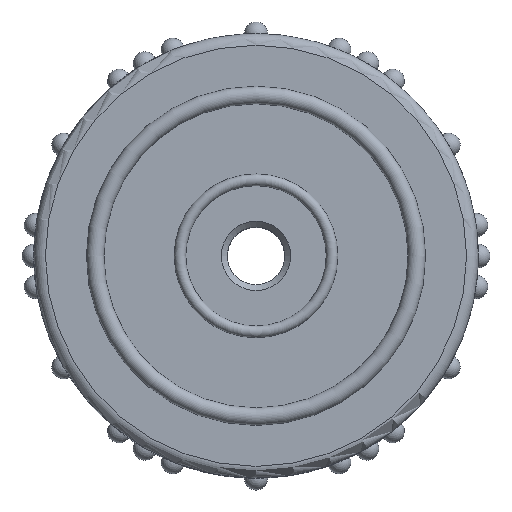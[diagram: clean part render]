
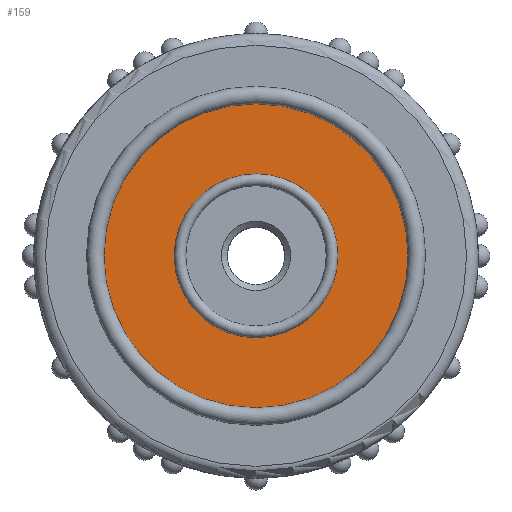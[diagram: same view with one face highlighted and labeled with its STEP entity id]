
A CAD part, top view. The second image highlights one B-rep face of the part: STEP entity #159.
In plain terms, the highlighted planar face has unit normal (0, 0, 1).
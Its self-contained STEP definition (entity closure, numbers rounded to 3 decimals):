
#159 = ADVANCED_FACE( '', ( #370, #371 ), #372, .F. );
#370 = FACE_BOUND( '', #637, .T. );
#371 = FACE_OUTER_BOUND( '', #638, .T. );
#372 = PLANE( '', #639 );
#637 = EDGE_LOOP( '', ( #1017 ) );
#638 = EDGE_LOOP( '', ( #1018 ) );
#639 = AXIS2_PLACEMENT_3D( '', #1019, #1020, #1021 );
#1017 = ORIENTED_EDGE( '', *, *, #1659, .F. );
#1018 = ORIENTED_EDGE( '', *, *, #1660, .F. );
#1019 = CARTESIAN_POINT( '', ( 19., 0., 21.5 ) );
#1020 = DIRECTION( '', ( 0., 0., -1. ) );
#1021 = DIRECTION( '', ( -1., 0., 0. ) );
#1659 = EDGE_CURVE( '', #2019, #2019, #2020, .F. );
#1660 = EDGE_CURVE( '', #2021, #2021, #2022, .F. );
#2019 = VERTEX_POINT( '', #2589 );
#2020 = CIRCLE( '', #2590, 7. );
#2021 = VERTEX_POINT( '', #2591 );
#2022 = CIRCLE( '', #2592, 13. );
#2589 = CARTESIAN_POINT( '', ( -7., 0., 21.5 ) );
#2590 = AXIS2_PLACEMENT_3D( '', #3243, #3244, #3245 );
#2591 = CARTESIAN_POINT( '', ( 13., 0., 21.5 ) );
#2592 = AXIS2_PLACEMENT_3D( '', #3246, #3247, #3248 );
#3243 = CARTESIAN_POINT( '', ( 0., 0., 21.5 ) );
#3244 = DIRECTION( '', ( 0., 0., -1. ) );
#3245 = DIRECTION( '', ( -1., 0., 0. ) );
#3246 = CARTESIAN_POINT( '', ( 0., 0., 21.5 ) );
#3247 = DIRECTION( '', ( 0., 0., 1. ) );
#3248 = DIRECTION( '', ( 1., 0., 0. ) );
